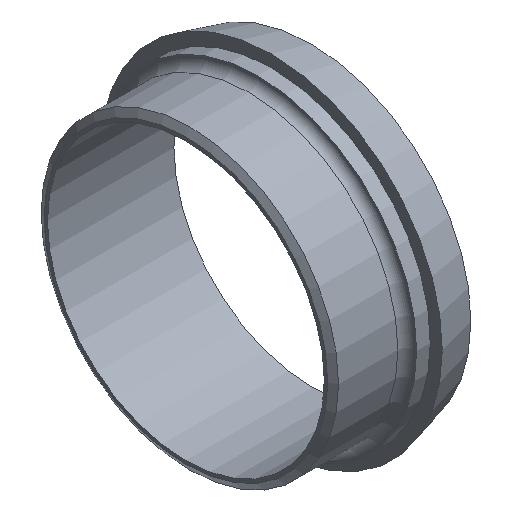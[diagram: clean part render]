
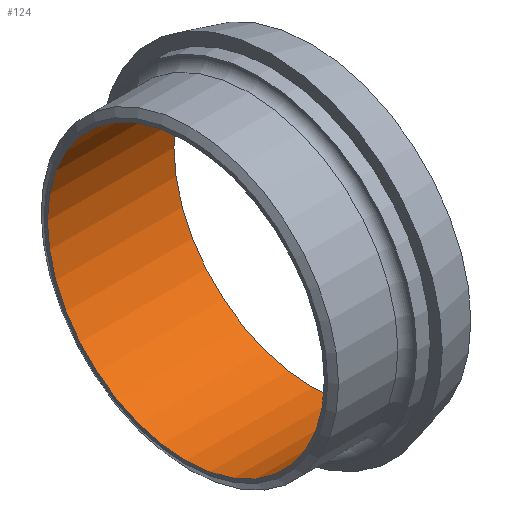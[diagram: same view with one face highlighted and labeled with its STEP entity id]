
A CAD part, isometric view. The second image highlights one B-rep face of the part: STEP entity #124.
In plain terms, the highlighted cylindrical face has radius 40.5 mm (diameter 81 mm), a full revolution.
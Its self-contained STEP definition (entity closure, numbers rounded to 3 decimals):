
#23=CYLINDRICAL_SURFACE('',#146,40.5);
#33=FACE_BOUND('',#63,.T.);
#43=FACE_OUTER_BOUND('',#62,.T.);
#62=EDGE_LOOP('',(#112));
#63=EDGE_LOOP('',(#113));
#69=CIRCLE('',#136,40.5);
#73=CIRCLE('',#145,40.5);
#79=VERTEX_POINT('',#204);
#83=VERTEX_POINT('',#217);
#89=EDGE_CURVE('',#79,#79,#69,.T.);
#93=EDGE_CURVE('',#83,#83,#73,.T.);
#112=ORIENTED_EDGE('',*,*,#93,.T.);
#113=ORIENTED_EDGE('',*,*,#89,.F.);
#124=ADVANCED_FACE('',(#43,#33),#23,.F.);
#136=AXIS2_PLACEMENT_3D('',#205,#167,#168);
#145=AXIS2_PLACEMENT_3D('',#218,#185,#186);
#146=AXIS2_PLACEMENT_3D('',#219,#187,#188);
#167=DIRECTION('center_axis',(1.,0.,0.));
#168=DIRECTION('ref_axis',(0.,0.,-1.));
#185=DIRECTION('center_axis',(1.,0.,0.));
#186=DIRECTION('ref_axis',(0.,0.,-1.));
#187=DIRECTION('center_axis',(1.,0.,0.));
#188=DIRECTION('ref_axis',(0.,1.,0.));
#204=CARTESIAN_POINT('',(-37.,40.5,0.));
#205=CARTESIAN_POINT('Origin',(-37.,0.,0.));
#217=CARTESIAN_POINT('',(0.,40.5,0.));
#218=CARTESIAN_POINT('Origin',(0.,0.,0.));
#219=CARTESIAN_POINT('Origin',(-18.5,0.,0.));
